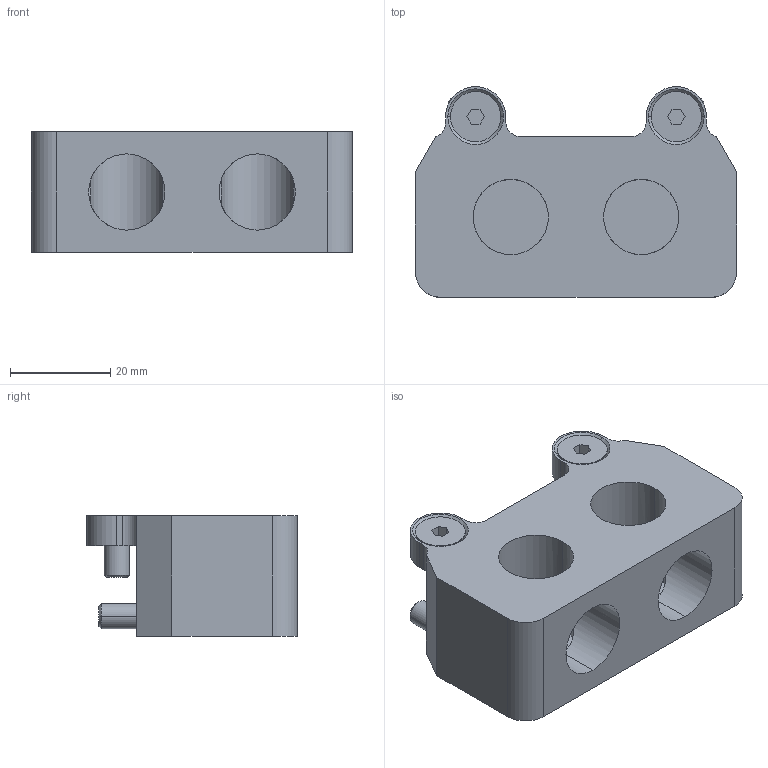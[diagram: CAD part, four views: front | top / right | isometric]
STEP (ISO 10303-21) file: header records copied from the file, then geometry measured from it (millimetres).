
FILE_DESCRIPTION (( 'STEP AP203' ), '1' );
FILE_NAME ('P1326.STEP', '2018-11-30T10:04:17', ( 'rsp' ), ( 'Hewlett-Packard Company' ), 'SwSTEP 2.0', 'SolidWorks 2017', '' );
FILE_SCHEMA (( 'CONFIG_CONTROL_DESIGN' ));
Length unit declared in the file: millimetre
Products named in the file (1): P1326
Bounding box: 64 x 42 x 24 mm (x, y, z)
Volume: 38923.4 mm3; surface area: 12864.4 mm2
Topology: 5 solids, 5 shells, 112 faces, 262 edges, 160 vertices
Faces by surface type: cylinder 42, plane 38, cone 32
Entity records: 3519 total; most frequent: CARTESIAN_POINT 855, DIRECTION 560, ORIENTED_EDGE 516, EDGE_CURVE 258, AXIS2_PLACEMENT_3D 209, VERTEX_POINT 160, LINE 142, VECTOR 142
